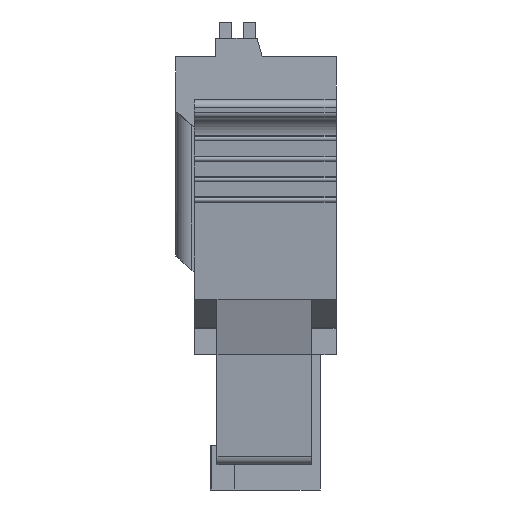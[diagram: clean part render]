
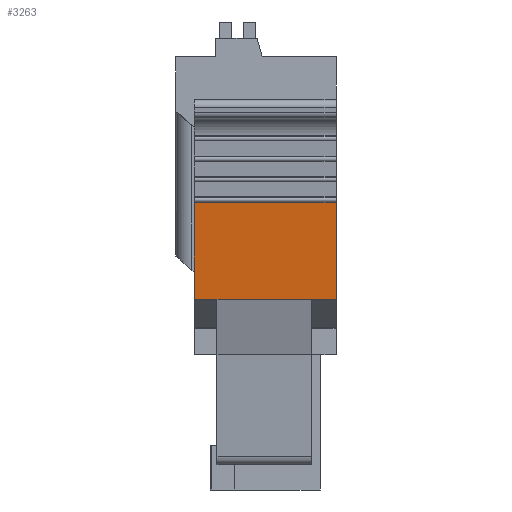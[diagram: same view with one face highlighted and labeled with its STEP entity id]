
A CAD part, left-side view. The second image highlights one B-rep face of the part: STEP entity #3263.
In plain terms, the highlighted planar face has unit normal (-0.995, 0, -0.101).
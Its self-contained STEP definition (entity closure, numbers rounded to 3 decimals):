
#3263 = ADVANCED_FACE( '', ( #6590 ), #6591, .F. );
#6590 = FACE_OUTER_BOUND( '', #10015, .T. );
#6591 = PLANE( '', #10016 );
#10015 = EDGE_LOOP( '', ( #19869, #19870, #19871, #19872, #19873, #19874 ) );
#10016 = AXIS2_PLACEMENT_3D( '', #19875, #19876, #19877 );
#19869 = ORIENTED_EDGE( '', *, *, #23532, .F. );
#19870 = ORIENTED_EDGE( '', *, *, #23093, .T. );
#19871 = ORIENTED_EDGE( '', *, *, #23230, .T. );
#19872 = ORIENTED_EDGE( '', *, *, #22954, .F. );
#19873 = ORIENTED_EDGE( '', *, *, #21614, .T. );
#19874 = ORIENTED_EDGE( '', *, *, #23943, .F. );
#19875 = CARTESIAN_POINT( '', ( -15.745, -2.7, 3.415 ) );
#19876 = DIRECTION( '', ( 0.995, 0., 0.101 ) );
#19877 = DIRECTION( '', ( 0.101, 0., -0.995 ) );
#21614 = EDGE_CURVE( '', #26083, #26087, #26089, .T. );
#22954 = EDGE_CURVE( '', #26083, #28397, #28403, .T. );
#23093 = EDGE_CURVE( '', #28642, #28640, #28643, .T. );
#23230 = EDGE_CURVE( '', #28640, #28397, #28871, .T. );
#23532 = EDGE_CURVE( '', #28642, #29346, #29350, .T. );
#23943 = EDGE_CURVE( '', #29346, #26087, #29958, .T. );
#26083 = VERTEX_POINT( '', #32690 );
#26087 = VERTEX_POINT( '', #32696 );
#26089 = LINE( '', #32699, #32700 );
#28397 = VERTEX_POINT( '', #36003 );
#28403 = LINE( '', #36012, #36013 );
#28640 = VERTEX_POINT( '', #36346 );
#28642 = VERTEX_POINT( '', #36349 );
#28643 = LINE( '', #36350, #36351 );
#28871 = LINE( '', #36680, #36681 );
#29346 = VERTEX_POINT( '', #37388 );
#29350 = LINE( '', #37394, #37395 );
#29958 = LINE( '', #38299, #38300 );
#32690 = CARTESIAN_POINT( '', ( -14.935, -2.7, -4.561 ) );
#32696 = CARTESIAN_POINT( '', ( -14.935, -3.9, -4.561 ) );
#32699 = CARTESIAN_POINT( '', ( -14.935, 3., -4.561 ) );
#32700 = VECTOR( '', #41914, 1000. );
#36003 = CARTESIAN_POINT( '', ( -14.935, 1.9, -4.561 ) );
#36012 = CARTESIAN_POINT( '', ( -14.935, -2.7, -4.561 ) );
#36013 = VECTOR( '', #43320, 1000. );
#36346 = CARTESIAN_POINT( '', ( -14.935, 3., -4.561 ) );
#36349 = CARTESIAN_POINT( '', ( -15.419, 3., 0.202 ) );
#36350 = CARTESIAN_POINT( '', ( -15.745, 3., 3.415 ) );
#36351 = VECTOR( '', #43496, 1000. );
#36680 = CARTESIAN_POINT( '', ( -14.935, 3., -4.561 ) );
#36681 = VECTOR( '', #43661, 1000. );
#37388 = CARTESIAN_POINT( '', ( -15.419, -3.9, 0.202 ) );
#37394 = CARTESIAN_POINT( '', ( -15.419, 3., 0.202 ) );
#37395 = VECTOR( '', #43944, 1000. );
#38299 = CARTESIAN_POINT( '', ( -15.745, -3.9, 3.415 ) );
#38300 = VECTOR( '', #44361, 1000. );
#41914 = DIRECTION( '', ( 0., -1., 0. ) );
#43320 = DIRECTION( '', ( 0., 1., 0. ) );
#43496 = DIRECTION( '', ( 0.101, 0., -0.995 ) );
#43661 = DIRECTION( '', ( 0., -1., 0. ) );
#43944 = DIRECTION( '', ( 0., -1., 0. ) );
#44361 = DIRECTION( '', ( 0.101, 0., -0.995 ) );
